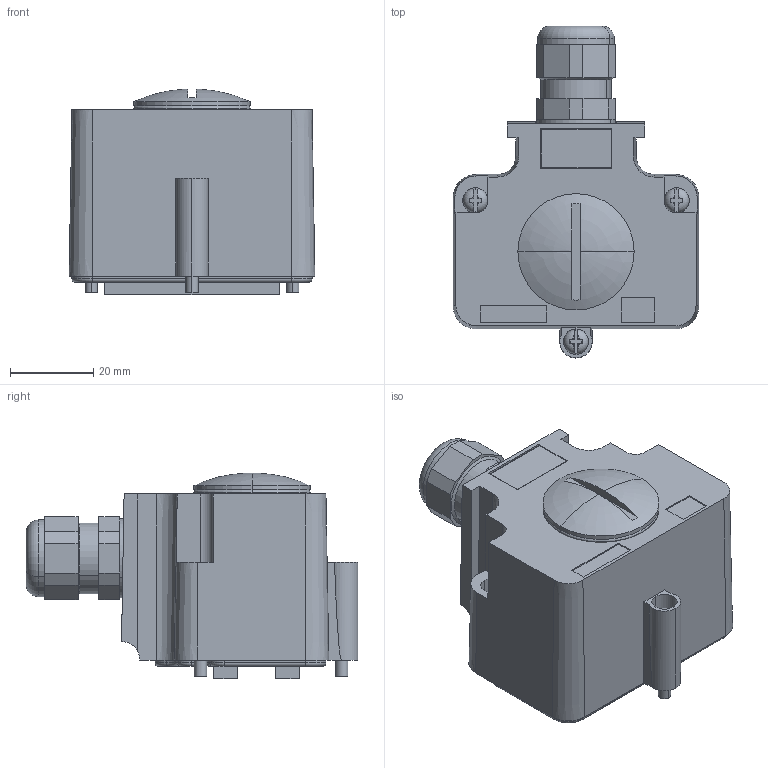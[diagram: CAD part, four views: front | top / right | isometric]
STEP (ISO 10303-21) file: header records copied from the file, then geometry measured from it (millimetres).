
FILE_DESCRIPTION(('CATIA V5 STEP Exchange','CAx-IF Rec.Pracs.--- Model Styling and Organization---1.4--- 2014-01-23'),'2;1');
FILE_NAME ('020434-2_0', '2023-11-06T06:49:19+00:00', ('none'), ('Weidmueller'), 'CATIA Version 5-6 Release 2016 SP3 HF44', 'CATIA V5 STEP AP214', 'none');
FILE_SCHEMA(('AUTOMOTIVE_DESIGN { 1 0 10303 214 1 1 1 1 }'));
Length unit declared in the file: millimetre
Products named in the file (1): 1752083000
Bounding box: 59.2 x 79.9 x 49.5 mm (x, y, z)
Volume: 65805.9 mm3; surface area: 39650 mm2
Topology: 14 solids, 15 shells, 1001 faces, 2395 edges, 1492 vertices
Faces by surface type: plane 580, cylinder 289, torus 104, cone 28
Entity records: 27047 total; most frequent: CARTESIAN_POINT 5348, ORIENTED_EDGE 4790, DIRECTION 3667, EDGE_CURVE 2395, AXIS2_PLACEMENT_3D 1534, VERTEX_POINT 1492, VECTOR 1386, LINE 1386
